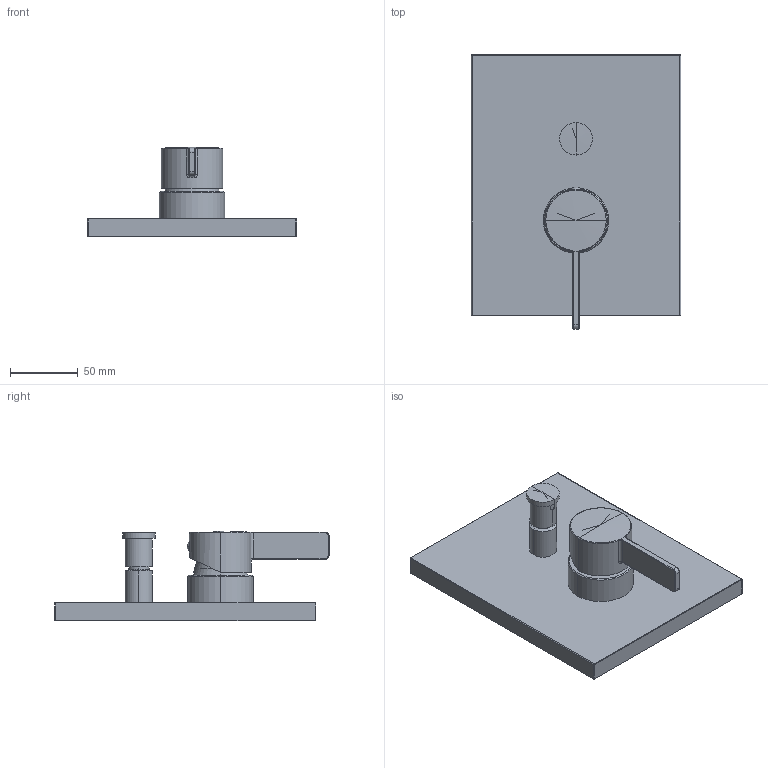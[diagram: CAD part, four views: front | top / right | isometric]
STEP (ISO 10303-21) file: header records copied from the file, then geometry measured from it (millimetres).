
FILE_DESCRIPTION((''),'2;1');
FILE_NAME('ROBOX015CR','2021-01-15T16:09:19',('ut3'),('PAFFONI SpA'),'CREO PARAMETRIC BY PTC INC, 2020044','CREO PARAMETRIC BY PTC INC, 2020044','');
FILE_SCHEMA(('CONFIG_CONTROL_DESIGN','SHAPE_APPEARANCE_LAYERS_GROUPS'));
Length unit declared in the file: millimetre
Products named in the file (1): ROBOX015CR
Bounding box: 154 x 201.75 x 65.6 mm (x, y, z)
Volume: 450841.5 mm3; surface area: 94291 mm2
Topology: 2 solids, 2 shells, 187 faces, 433 edges, 257 vertices
Faces by surface type: cylinder 65, plane 54, cone 31, torus 17, bspline 14, sphere 6
Entity records: 7922 total; most frequent: CARTESIAN_POINT 2382, DIRECTION 894, ORIENTED_EDGE 854, EDGE_CURVE 427, AXIS2_PLACEMENT_3D 358, VERTEX_POINT 257, EDGE_LOOP 202, FACE_OUTER_BOUND 187
